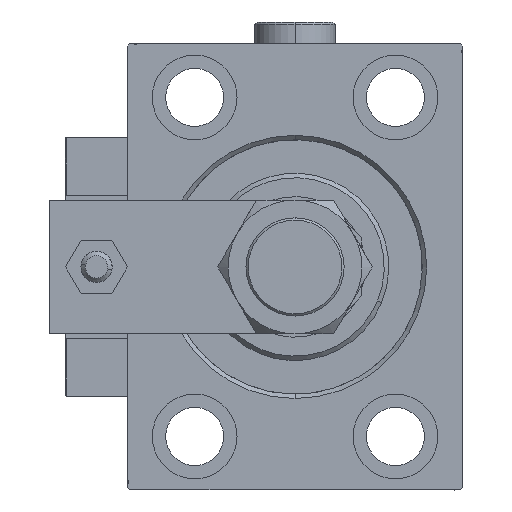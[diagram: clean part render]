
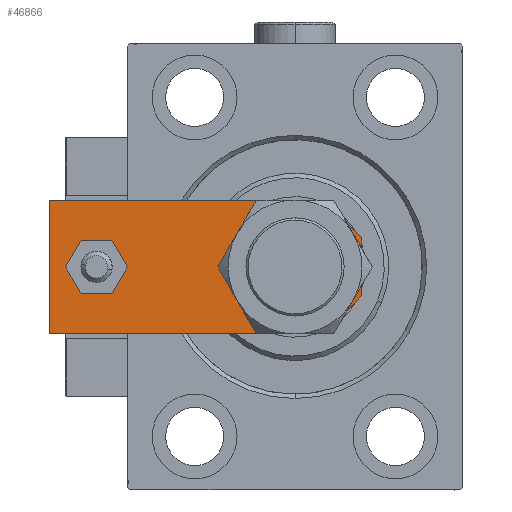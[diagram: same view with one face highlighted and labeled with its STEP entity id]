
A CAD part, left-side view. The second image highlights one B-rep face of the part: STEP entity #46866.
In plain terms, the highlighted face is planar.
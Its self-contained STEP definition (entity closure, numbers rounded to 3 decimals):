
#887 = CARTESIAN_POINT ( 'NONE',  ( 15., 0., 8. ) ) ;
#1000 = DIRECTION ( 'NONE',  ( -1., 0., 0. ) ) ;
#1156 = DIRECTION ( 'NONE',  ( 0., 1., 0. ) ) ;
#1183 = CARTESIAN_POINT ( 'NONE',  ( 6.5, 0., 8. ) ) ;
#1302 = CARTESIAN_POINT ( 'NONE',  ( 4., 59.5, 8. ) ) ;
#1932 = CARTESIAN_POINT ( 'NONE',  ( 0., 15., 8. ) ) ;
#1996 = VERTEX_POINT ( 'NONE', #25348 ) ;
#2643 = AXIS2_PLACEMENT_3D ( 'NONE', #27073, #47293, #31112 ) ;
#3560 = CIRCLE ( 'NONE', #9638, 10. ) ;
#3569 = EDGE_CURVE ( 'NONE', #12790, #37922, #41368, .T. ) ;
#4111 = LINE ( 'NONE', #28129, #13199 ) ;
#5038 = CARTESIAN_POINT ( 'NONE',  ( 15., 70., 8. ) ) ;
#5324 = ORIENTED_EDGE ( 'NONE', *, *, #3569, .F. ) ;
#5536 = DIRECTION ( 'NONE',  ( 1., 0., 0. ) ) ;
#5646 = EDGE_LOOP ( 'NONE', ( #49208, #24906, #43909, #12258, #15860, #35917 ) ) ;
#6187 = LINE ( 'NONE', #36310, #22304 ) ;
#6239 = DIRECTION ( 'NONE',  ( 1., 0., 0. ) ) ;
#6975 = EDGE_CURVE ( 'NONE', #45448, #45155, #47541, .T. ) ;
#7679 = CARTESIAN_POINT ( 'NONE',  ( 15., 8.5, 8. ) ) ;
#9179 = CARTESIAN_POINT ( 'NONE',  ( 0., 0., 8. ) ) ;
#9424 = EDGE_CURVE ( 'NONE', #23761, #18097, #39266, .T. ) ;
#9638 = AXIS2_PLACEMENT_3D ( 'NONE', #26836, #27364, #5536 ) ;
#9873 = EDGE_CURVE ( 'NONE', #32888, #23761, #4111, .T. ) ;
#10384 = DIRECTION ( 'NONE',  ( 1., 0., 0. ) ) ;
#11386 = AXIS2_PLACEMENT_3D ( 'NONE', #1932, #50759, #6239 ) ;
#12182 = PLANE ( 'NONE',  #51921 ) ;
#12258 = ORIENTED_EDGE ( 'NONE', *, *, #19687, .T. ) ;
#12790 = VERTEX_POINT ( 'NONE', #1302 ) ;
#13199 = VECTOR ( 'NONE', #40798, 1000. ) ;
#14027 = DIRECTION ( 'NONE',  ( 0., -1., 0. ) ) ;
#14192 = VECTOR ( 'NONE', #1000, 1000. ) ;
#14260 = DIRECTION ( 'NONE',  ( 0.707, 0.707, 0. ) ) ;
#14355 = LINE ( 'NONE', #887, #42993 ) ;
#14380 = VERTEX_POINT ( 'NONE', #7679 ) ;
#15290 = EDGE_CURVE ( 'NONE', #1996, #47371, #32828, .T. ) ;
#15621 = CARTESIAN_POINT ( 'NONE',  ( -4., 59.5, 8. ) ) ;
#15860 = ORIENTED_EDGE ( 'NONE', *, *, #35287, .T. ) ;
#18097 = VERTEX_POINT ( 'NONE', #1183 ) ;
#18471 = DIRECTION ( 'NONE',  ( 0., 0., 1. ) ) ;
#19687 = EDGE_CURVE ( 'NONE', #18097, #14380, #26403, .T. ) ;
#20931 = EDGE_LOOP ( 'NONE', ( #25541, #5324 ) ) ;
#20975 = VECTOR ( 'NONE', #31178, 1000. ) ;
#22304 = VECTOR ( 'NONE', #14027, 1000. ) ;
#23761 = VERTEX_POINT ( 'NONE', #36788 ) ;
#24327 = FACE_OUTER_BOUND ( 'NONE', #5646, .T. ) ;
#24906 = ORIENTED_EDGE ( 'NONE', *, *, #9873, .T. ) ;
#25348 = CARTESIAN_POINT ( 'NONE',  ( 15., 70., 8. ) ) ;
#25541 = ORIENTED_EDGE ( 'NONE', *, *, #46162, .F. ) ;
#26403 = LINE ( 'NONE', #35006, #46183 ) ;
#26836 = CARTESIAN_POINT ( 'NONE',  ( 0., 15., 8. ) ) ;
#27073 = CARTESIAN_POINT ( 'NONE',  ( 0., 59.5, 8. ) ) ;
#27364 = DIRECTION ( 'NONE',  ( 0., 0., 1. ) ) ;
#28129 = CARTESIAN_POINT ( 'NONE',  ( -3.25, -3.25, 8. ) ) ;
#28353 = FACE_BOUND ( 'NONE', #20931, .T. ) ;
#31112 = DIRECTION ( 'NONE',  ( 1., 0., 0. ) ) ;
#31178 = DIRECTION ( 'NONE',  ( 1., 0., 0. ) ) ;
#32828 = LINE ( 'NONE', #5038, #14192 ) ;
#32888 = VERTEX_POINT ( 'NONE', #50313 ) ;
#34323 = CARTESIAN_POINT ( 'NONE',  ( -15., 70., 8. ) ) ;
#34952 = ORIENTED_EDGE ( 'NONE', *, *, #44951, .F. ) ;
#35006 = CARTESIAN_POINT ( 'NONE',  ( 3.25, -3.25, 8. ) ) ;
#35287 = EDGE_CURVE ( 'NONE', #14380, #1996, #14355, .T. ) ;
#35917 = ORIENTED_EDGE ( 'NONE', *, *, #15290, .T. ) ;
#36310 = CARTESIAN_POINT ( 'NONE',  ( -15., 70., 8. ) ) ;
#36788 = CARTESIAN_POINT ( 'NONE',  ( -6.5, 0., 8. ) ) ;
#36958 = CARTESIAN_POINT ( 'NONE',  ( 10., 15., 8. ) ) ;
#37922 = VERTEX_POINT ( 'NONE', #15621 ) ;
#38311 = DIRECTION ( 'NONE',  ( 1., 0., 0. ) ) ;
#39001 = CARTESIAN_POINT ( 'NONE',  ( -15., 0., 8. ) ) ;
#39266 = LINE ( 'NONE', #39001, #20975 ) ;
#40798 = DIRECTION ( 'NONE',  ( 0.707, -0.707, 0. ) ) ;
#41368 = CIRCLE ( 'NONE', #2643, 4. ) ;
#42993 = VECTOR ( 'NONE', #1156, 1000. ) ;
#43909 = ORIENTED_EDGE ( 'NONE', *, *, #9424, .T. ) ;
#44951 = EDGE_CURVE ( 'NONE', #45155, #45448, #3560, .T. ) ;
#45155 = VERTEX_POINT ( 'NONE', #46993 ) ;
#45448 = VERTEX_POINT ( 'NONE', #36958 ) ;
#46162 = EDGE_CURVE ( 'NONE', #37922, #12790, #47586, .T. ) ;
#46183 = VECTOR ( 'NONE', #14260, 1000. ) ;
#46676 = DIRECTION ( 'NONE',  ( 0., 0., 1. ) ) ;
#46866 = ADVANCED_FACE ( 'NONE', ( #28353, #24327, #49122 ), #12182, .T. ) ;
#46993 = CARTESIAN_POINT ( 'NONE',  ( -10., 15., 8. ) ) ;
#47293 = DIRECTION ( 'NONE',  ( 0., 0., 1. ) ) ;
#47371 = VERTEX_POINT ( 'NONE', #34323 ) ;
#47541 = CIRCLE ( 'NONE', #11386, 10. ) ;
#47586 = CIRCLE ( 'NONE', #48461, 4. ) ;
#48461 = AXIS2_PLACEMENT_3D ( 'NONE', #51381, #18471, #10384 ) ;
#49024 = EDGE_LOOP ( 'NONE', ( #34952, #49985 ) ) ;
#49122 = FACE_BOUND ( 'NONE', #49024, .T. ) ;
#49208 = ORIENTED_EDGE ( 'NONE', *, *, #50456, .T. ) ;
#49985 = ORIENTED_EDGE ( 'NONE', *, *, #6975, .F. ) ;
#50313 = CARTESIAN_POINT ( 'NONE',  ( -15., 8.5, 8. ) ) ;
#50456 = EDGE_CURVE ( 'NONE', #47371, #32888, #6187, .T. ) ;
#50759 = DIRECTION ( 'NONE',  ( 0., 0., 1. ) ) ;
#51381 = CARTESIAN_POINT ( 'NONE',  ( 0., 59.5, 8. ) ) ;
#51921 = AXIS2_PLACEMENT_3D ( 'NONE', #9179, #46676, #38311 ) ;
